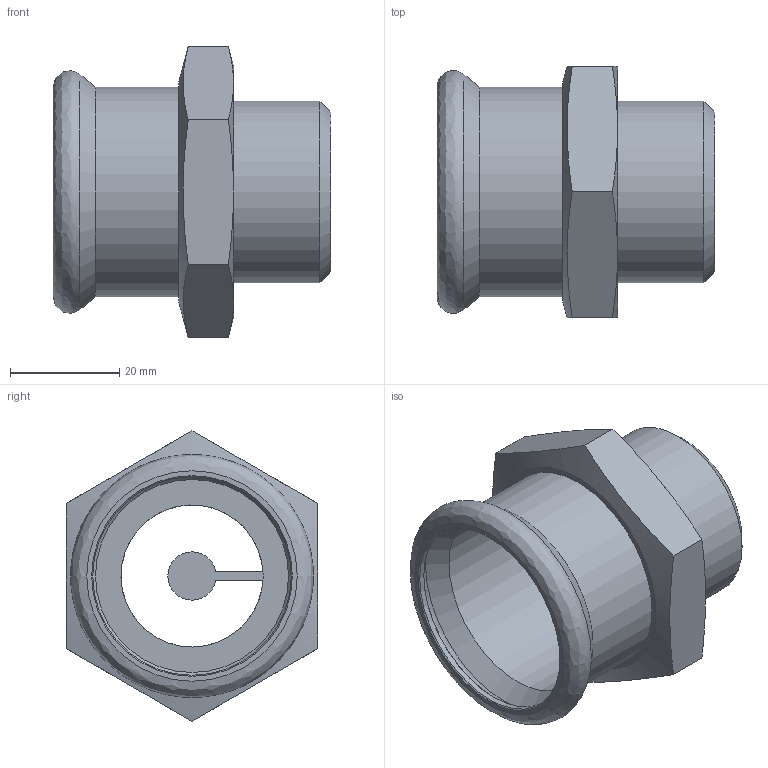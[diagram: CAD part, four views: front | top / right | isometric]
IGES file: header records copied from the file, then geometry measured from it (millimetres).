
Global section: file name: 21719; native system: Autodesk Inventor 2014; preprocessor: unknown; author: seihe2; date: 20160217.090409; units: millimetre
Bounding box: 50.8 x 46 x 53.12 mm (x, y, z)
Volume: 21676.1 mm3; surface area: 14388.8 mm2
Topology: 1 solids, 1 shells, 35 faces, 85 edges, 56 vertices
Faces by surface type: plane 15, cone 9, revolution 8, cylinder 3
Full cylindrical faces by diameter (mm): 33.25 x1, 38.3 x1
